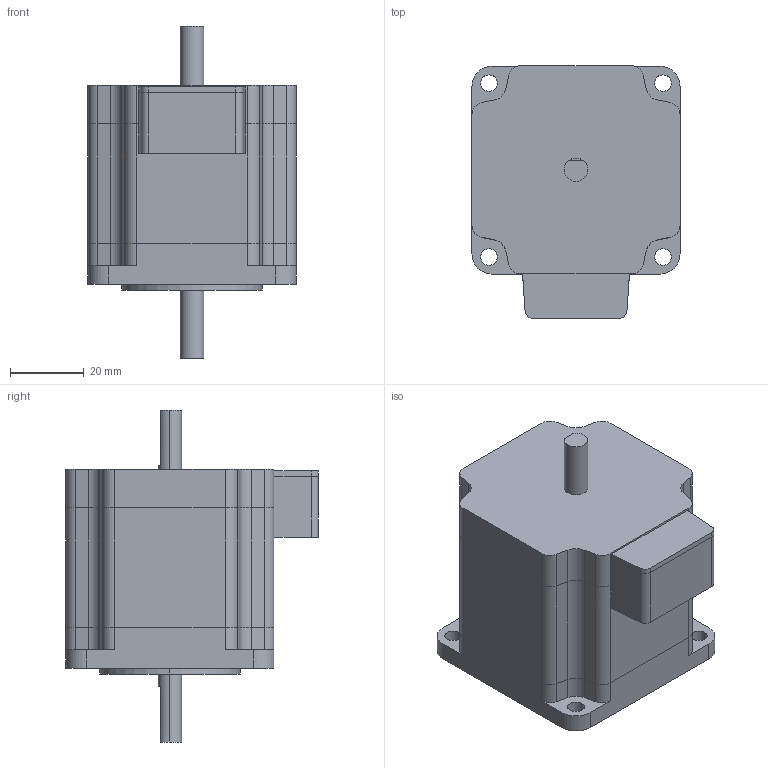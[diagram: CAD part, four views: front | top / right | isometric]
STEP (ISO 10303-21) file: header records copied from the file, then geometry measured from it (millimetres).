
FILE_DESCRIPTION (( 'STEP AP214' ), '1' );
FILE_NAME ('PKP266.STEP', '2015-01-29T07:48:06', ( 'om' ), ( 'Hewlett-Packard Company' ), 'SwSTEP 2.0', 'SolidWorks 2014', '' );
FILE_SCHEMA (( 'AUTOMOTIVE_DESIGN' ));
Length unit declared in the file: millimetre
Products named in the file (1): PKP266
Bounding box: 56.4 x 68.4 x 90 mm (x, y, z)
Volume: 159854.6 mm3; surface area: 33377.3 mm2
Topology: 5 solids, 5 shells, 148 faces, 384 edges, 256 vertices
Faces by surface type: plane 76, cylinder 72
Entity records: 5040 total; most frequent: DIRECTION 830, CARTESIAN_POINT 789, ORIENTED_EDGE 768, EDGE_CURVE 384, AXIS2_PLACEMENT_3D 297, VERTEX_POINT 256, LINE 236, VECTOR 236
